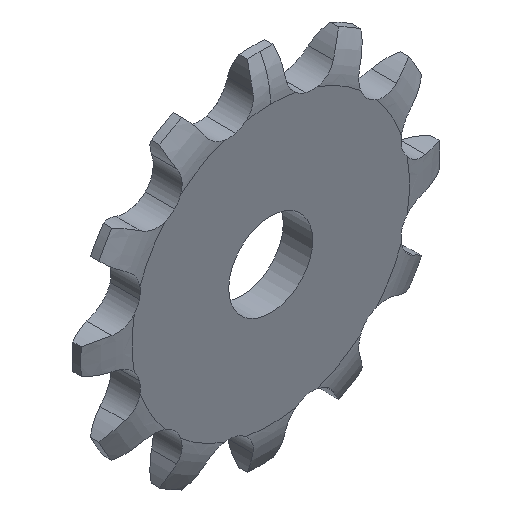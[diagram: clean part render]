
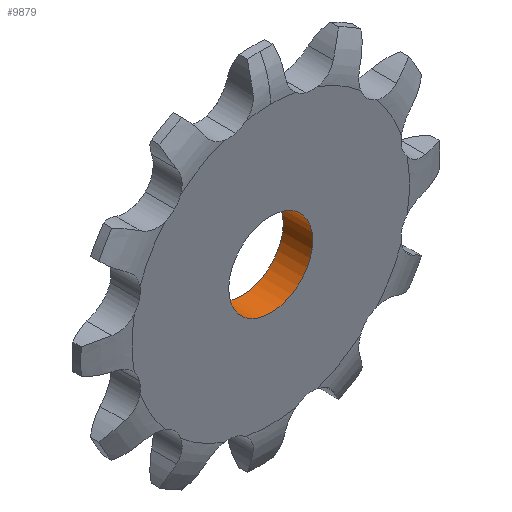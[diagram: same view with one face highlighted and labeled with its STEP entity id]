
A CAD part, isometric view. The second image highlights one B-rep face of the part: STEP entity #9879.
In plain terms, the highlighted cylindrical face has radius 4 mm (diameter 8 mm), a full revolution.
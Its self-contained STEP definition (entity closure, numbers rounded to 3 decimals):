
#44 = PLANE('',#45);
#45 = AXIS2_PLACEMENT_3D('',#46,#47,#48);
#46 = CARTESIAN_POINT('',(0.,0.,
    0.));
#47 = DIRECTION('',(0.,1.,0.));
#48 = DIRECTION('',(0.,0.,-1.));
#100 = PLANE('',#101);
#101 = AXIS2_PLACEMENT_3D('',#102,#103,#104);
#102 = CARTESIAN_POINT('',(0.,-2.8,0.));
#103 = DIRECTION('',(0.,-1.,0.));
#104 = DIRECTION('',(0.,0.,1.));
#2049 = EDGE_CURVE('',#2050,#2050,#2052,.T.);
#2050 = VERTEX_POINT('',#2051);
#2051 = CARTESIAN_POINT('',(4.,0.,0.));
#2052 = SURFACE_CURVE('',#2053,(#2058,#2069),.PCURVE_S1.);
#2053 = CIRCLE('',#2054,4.);
#2054 = AXIS2_PLACEMENT_3D('',#2055,#2056,#2057);
#2055 = CARTESIAN_POINT('',(0.,0.,0.));
#2056 = DIRECTION('',(0.,-1.,0.));
#2057 = DIRECTION('',(1.,0.,0.));
#2058 = PCURVE('',#44,#2059);
#2059 = DEFINITIONAL_REPRESENTATION('',(#2060),#2068);
#2060 = ( BOUNDED_CURVE() B_SPLINE_CURVE(2,(#2061,#2062,#2063,#2064,
#2065,#2066,#2067),.UNSPECIFIED.,.T.,.F.) B_SPLINE_CURVE_WITH_KNOTS((1,2
    ,2,2,2,1),(-2.094,0.,2.094,4.189,
6.283,8.378),.UNSPECIFIED.) CURVE() 
GEOMETRIC_REPRESENTATION_ITEM() RATIONAL_B_SPLINE_CURVE((1.,0.5,1.,0.5,
1.,0.5,1.)) REPRESENTATION_ITEM('') );
#2061 = CARTESIAN_POINT('',(0.,-4.));
#2062 = CARTESIAN_POINT('',(-6.928,-4.));
#2063 = CARTESIAN_POINT('',(-3.464,2.));
#2064 = CARTESIAN_POINT('',(0.,8.));
#2065 = CARTESIAN_POINT('',(3.464,2.));
#2066 = CARTESIAN_POINT('',(6.928,-4.));
#2067 = CARTESIAN_POINT('',(0.,-4.));
#2068 = ( GEOMETRIC_REPRESENTATION_CONTEXT(2) 
PARAMETRIC_REPRESENTATION_CONTEXT() REPRESENTATION_CONTEXT('2D SPACE',''
  ) );
#2069 = PCURVE('',#2070,#2075);
#2070 = CYLINDRICAL_SURFACE('',#2071,4.);
#2071 = AXIS2_PLACEMENT_3D('',#2072,#2073,#2074);
#2072 = CARTESIAN_POINT('',(0.,0.,0.));
#2073 = DIRECTION('',(0.,1.,0.));
#2074 = DIRECTION('',(1.,0.,0.));
#2075 = DEFINITIONAL_REPRESENTATION('',(#2076),#2080);
#2076 = LINE('',#2077,#2078);
#2077 = CARTESIAN_POINT('',(-0.,0.));
#2078 = VECTOR('',#2079,1.);
#2079 = DIRECTION('',(-1.,0.));
#2080 = ( GEOMETRIC_REPRESENTATION_CONTEXT(2) 
PARAMETRIC_REPRESENTATION_CONTEXT() REPRESENTATION_CONTEXT('2D SPACE',''
  ) );
#3647 = EDGE_CURVE('',#3648,#3648,#3650,.T.);
#3648 = VERTEX_POINT('',#3649);
#3649 = CARTESIAN_POINT('',(4.,-2.8,0.));
#3650 = SURFACE_CURVE('',#3651,(#3656,#3667),.PCURVE_S1.);
#3651 = CIRCLE('',#3652,4.);
#3652 = AXIS2_PLACEMENT_3D('',#3653,#3654,#3655);
#3653 = CARTESIAN_POINT('',(0.,-2.8,0.));
#3654 = DIRECTION('',(-0.,1.,0.));
#3655 = DIRECTION('',(1.,0.,0.));
#3656 = PCURVE('',#100,#3657);
#3657 = DEFINITIONAL_REPRESENTATION('',(#3658),#3666);
#3658 = ( BOUNDED_CURVE() B_SPLINE_CURVE(2,(#3659,#3660,#3661,#3662,
#3663,#3664,#3665),.UNSPECIFIED.,.T.,.F.) B_SPLINE_CURVE_WITH_KNOTS((1,2
    ,2,2,2,1),(-2.094,0.,2.094,4.189,
6.283,8.378),.UNSPECIFIED.) CURVE() 
GEOMETRIC_REPRESENTATION_ITEM() RATIONAL_B_SPLINE_CURVE((1.,0.5,1.,0.5,
1.,0.5,1.)) REPRESENTATION_ITEM('') );
#3659 = CARTESIAN_POINT('',(0.,-4.));
#3660 = CARTESIAN_POINT('',(-6.928,-4.));
#3661 = CARTESIAN_POINT('',(-3.464,2.));
#3662 = CARTESIAN_POINT('',(0.,8.));
#3663 = CARTESIAN_POINT('',(3.464,2.));
#3664 = CARTESIAN_POINT('',(6.928,-4.));
#3665 = CARTESIAN_POINT('',(0.,-4.));
#3666 = ( GEOMETRIC_REPRESENTATION_CONTEXT(2) 
PARAMETRIC_REPRESENTATION_CONTEXT() REPRESENTATION_CONTEXT('2D SPACE',''
  ) );
#3667 = PCURVE('',#2070,#3668);
#3668 = DEFINITIONAL_REPRESENTATION('',(#3669),#3673);
#3669 = LINE('',#3670,#3671);
#3670 = CARTESIAN_POINT('',(-6.283,-2.8));
#3671 = VECTOR('',#3672,1.);
#3672 = DIRECTION('',(1.,-0.));
#3673 = ( GEOMETRIC_REPRESENTATION_CONTEXT(2) 
PARAMETRIC_REPRESENTATION_CONTEXT() REPRESENTATION_CONTEXT('2D SPACE',''
  ) );
#9879 = ADVANCED_FACE('',(#9880),#2070,.F.);
#9880 = FACE_BOUND('',#9881,.T.);
#9881 = EDGE_LOOP('',(#9882,#9883,#9904,#9905));
#9882 = ORIENTED_EDGE('',*,*,#2049,.F.);
#9883 = ORIENTED_EDGE('',*,*,#9884,.T.);
#9884 = EDGE_CURVE('',#2050,#3648,#9885,.T.);
#9885 = SEAM_CURVE('',#9886,(#9890,#9897),.PCURVE_S1.);
#9886 = LINE('',#9887,#9888);
#9887 = CARTESIAN_POINT('',(4.,0.,0.));
#9888 = VECTOR('',#9889,1.);
#9889 = DIRECTION('',(0.,-1.,0.));
#9890 = PCURVE('',#2070,#9891);
#9891 = DEFINITIONAL_REPRESENTATION('',(#9892),#9896);
#9892 = LINE('',#9893,#9894);
#9893 = CARTESIAN_POINT('',(-6.283,0.));
#9894 = VECTOR('',#9895,1.);
#9895 = DIRECTION('',(-0.,-1.));
#9896 = ( GEOMETRIC_REPRESENTATION_CONTEXT(2) 
PARAMETRIC_REPRESENTATION_CONTEXT() REPRESENTATION_CONTEXT('2D SPACE',''
  ) );
#9897 = PCURVE('',#2070,#9898);
#9898 = DEFINITIONAL_REPRESENTATION('',(#9899),#9903);
#9899 = LINE('',#9900,#9901);
#9900 = CARTESIAN_POINT('',(-0.,0.));
#9901 = VECTOR('',#9902,1.);
#9902 = DIRECTION('',(-0.,-1.));
#9903 = ( GEOMETRIC_REPRESENTATION_CONTEXT(2) 
PARAMETRIC_REPRESENTATION_CONTEXT() REPRESENTATION_CONTEXT('2D SPACE',''
  ) );
#9904 = ORIENTED_EDGE('',*,*,#3647,.F.);
#9905 = ORIENTED_EDGE('',*,*,#9884,.F.);
